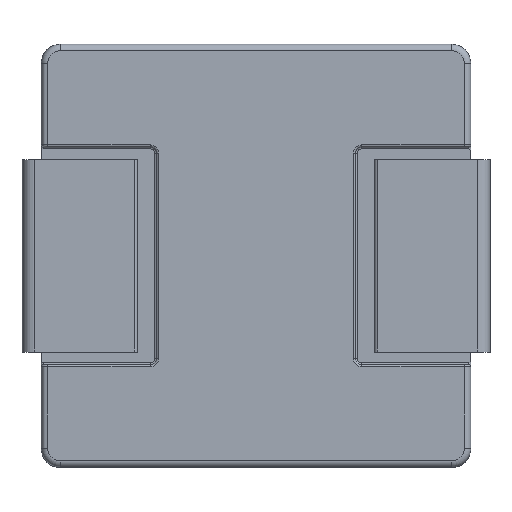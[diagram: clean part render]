
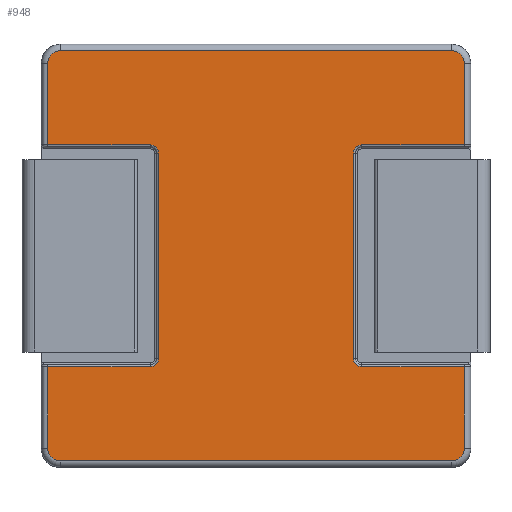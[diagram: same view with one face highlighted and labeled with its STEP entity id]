
A CAD part, top view. The second image highlights one B-rep face of the part: STEP entity #948.
In plain terms, the highlighted planar face has unit normal (0, 0, 1).
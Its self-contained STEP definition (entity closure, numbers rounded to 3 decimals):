
#948=ADVANCED_FACE('',(#1365),#1182,.F.);
#1182=PLANE('',#6007);
#1365=FACE_OUTER_BOUND('',#1767,.T.);
#1767=EDGE_LOOP('',(#2856,#2857,#2858,#2859,#2860,#2861,#2862,#2863,#2864,
#2865,#2866,#2867,#2868,#2869,#2870,#2871,#2872,#2873,#2874,#2875));
#2118=CIRCLE('',#5999,0.13);
#2119=CIRCLE('',#6000,0.13);
#2120=CIRCLE('',#6001,0.2);
#2121=CIRCLE('',#6002,0.2);
#2122=CIRCLE('',#6003,0.13);
#2123=CIRCLE('',#6004,0.13);
#2124=CIRCLE('',#6005,0.2);
#2125=CIRCLE('',#6006,0.2);
#2856=ORIENTED_EDGE('',*,*,#4578,.T.);
#2857=ORIENTED_EDGE('',*,*,#4579,.T.);
#2858=ORIENTED_EDGE('',*,*,#4580,.T.);
#2859=ORIENTED_EDGE('',*,*,#4581,.T.);
#2860=ORIENTED_EDGE('',*,*,#4582,.T.);
#2861=ORIENTED_EDGE('',*,*,#4583,.T.);
#2862=ORIENTED_EDGE('',*,*,#4584,.T.);
#2863=ORIENTED_EDGE('',*,*,#4585,.T.);
#2864=ORIENTED_EDGE('',*,*,#4586,.T.);
#2865=ORIENTED_EDGE('',*,*,#4587,.T.);
#2866=ORIENTED_EDGE('',*,*,#4588,.T.);
#2867=ORIENTED_EDGE('',*,*,#4589,.T.);
#2868=ORIENTED_EDGE('',*,*,#4590,.T.);
#2869=ORIENTED_EDGE('',*,*,#4591,.T.);
#2870=ORIENTED_EDGE('',*,*,#4592,.T.);
#2871=ORIENTED_EDGE('',*,*,#4593,.T.);
#2872=ORIENTED_EDGE('',*,*,#4594,.T.);
#2873=ORIENTED_EDGE('',*,*,#4595,.T.);
#2874=ORIENTED_EDGE('',*,*,#4596,.T.);
#2875=ORIENTED_EDGE('',*,*,#4597,.T.);
#3975=VERTEX_POINT('',#8595);
#3976=VERTEX_POINT('',#8596);
#3977=VERTEX_POINT('',#8598);
#3978=VERTEX_POINT('',#8600);
#3979=VERTEX_POINT('',#8602);
#3980=VERTEX_POINT('',#8604);
#3981=VERTEX_POINT('',#8606);
#3982=VERTEX_POINT('',#8608);
#3983=VERTEX_POINT('',#8610);
#3984=VERTEX_POINT('',#8612);
#3985=VERTEX_POINT('',#8614);
#3986=VERTEX_POINT('',#8616);
#3987=VERTEX_POINT('',#8618);
#3988=VERTEX_POINT('',#8620);
#3989=VERTEX_POINT('',#8622);
#3990=VERTEX_POINT('',#8624);
#3991=VERTEX_POINT('',#8626);
#3992=VERTEX_POINT('',#8628);
#3993=VERTEX_POINT('',#8630);
#3994=VERTEX_POINT('',#8632);
#4578=EDGE_CURVE('',#3975,#3976,#5160,.T.);
#4579=EDGE_CURVE('',#3976,#3977,#5161,.T.);
#4580=EDGE_CURVE('',#3977,#3978,#2118,.T.);
#4581=EDGE_CURVE('',#3978,#3979,#5162,.T.);
#4582=EDGE_CURVE('',#3979,#3980,#2119,.T.);
#4583=EDGE_CURVE('',#3980,#3981,#5163,.T.);
#4584=EDGE_CURVE('',#3981,#3982,#5164,.T.);
#4585=EDGE_CURVE('',#3982,#3983,#2120,.T.);
#4586=EDGE_CURVE('',#3983,#3984,#5165,.T.);
#4587=EDGE_CURVE('',#3984,#3985,#2121,.T.);
#4588=EDGE_CURVE('',#3985,#3986,#5166,.T.);
#4589=EDGE_CURVE('',#3986,#3987,#5167,.T.);
#4590=EDGE_CURVE('',#3987,#3988,#2122,.T.);
#4591=EDGE_CURVE('',#3988,#3989,#5168,.T.);
#4592=EDGE_CURVE('',#3989,#3990,#2123,.T.);
#4593=EDGE_CURVE('',#3990,#3991,#5169,.T.);
#4594=EDGE_CURVE('',#3991,#3992,#5170,.T.);
#4595=EDGE_CURVE('',#3992,#3993,#2124,.T.);
#4596=EDGE_CURVE('',#3993,#3994,#5171,.T.);
#4597=EDGE_CURVE('',#3994,#3975,#2125,.T.);
#5160=LINE('',#8594,#5462);
#5161=LINE('',#8597,#5463);
#5162=LINE('',#8601,#5464);
#5163=LINE('',#8605,#5465);
#5164=LINE('',#8607,#5466);
#5165=LINE('',#8611,#5467);
#5166=LINE('',#8615,#5468);
#5167=LINE('',#8617,#5469);
#5168=LINE('',#8621,#5470);
#5169=LINE('',#8625,#5471);
#5170=LINE('',#8627,#5472);
#5171=LINE('',#8631,#5473);
#5462=VECTOR('',#7026,1.);
#5463=VECTOR('',#7027,1.);
#5464=VECTOR('',#7030,1.);
#5465=VECTOR('',#7033,1.);
#5466=VECTOR('',#7034,1.);
#5467=VECTOR('',#7037,1.);
#5468=VECTOR('',#7040,1.);
#5469=VECTOR('',#7041,1.);
#5470=VECTOR('',#7044,1.);
#5471=VECTOR('',#7047,1.);
#5472=VECTOR('',#7048,1.);
#5473=VECTOR('',#7051,1.);
#5999=AXIS2_PLACEMENT_3D('',#8599,#7028,#7029);
#6000=AXIS2_PLACEMENT_3D('',#8603,#7031,#7032);
#6001=AXIS2_PLACEMENT_3D('',#8609,#7035,#7036);
#6002=AXIS2_PLACEMENT_3D('',#8613,#7038,#7039);
#6003=AXIS2_PLACEMENT_3D('',#8619,#7042,#7043);
#6004=AXIS2_PLACEMENT_3D('',#8623,#7045,#7046);
#6005=AXIS2_PLACEMENT_3D('',#8629,#7049,#7050);
#6006=AXIS2_PLACEMENT_3D('',#8633,#7052,#7053);
#6007=AXIS2_PLACEMENT_3D('',#8634,#7054,#7055);
#7026=DIRECTION('',(0.,-1.,0.));
#7027=DIRECTION('',(1.,0.,0.));
#7028=DIRECTION('',(0.,0.,-1.));
#7029=DIRECTION('',(-1.,0.,0.));
#7030=DIRECTION('',(0.,-1.,0.));
#7031=DIRECTION('',(0.,0.,-1.));
#7032=DIRECTION('',(-1.,0.,0.));
#7033=DIRECTION('',(-1.,0.,0.));
#7034=DIRECTION('',(0.,-1.,0.));
#7035=DIRECTION('',(0.,0.,1.));
#7036=DIRECTION('',(-1.,0.,0.));
#7037=DIRECTION('',(1.,0.,0.));
#7038=DIRECTION('',(0.,0.,1.));
#7039=DIRECTION('',(-1.,0.,0.));
#7040=DIRECTION('',(0.,1.,0.));
#7041=DIRECTION('',(-1.,0.,0.));
#7042=DIRECTION('',(0.,0.,-1.));
#7043=DIRECTION('',(-1.,0.,0.));
#7044=DIRECTION('',(0.,1.,0.));
#7045=DIRECTION('',(0.,0.,-1.));
#7046=DIRECTION('',(-1.,0.,0.));
#7047=DIRECTION('',(1.,0.,0.));
#7048=DIRECTION('',(0.,1.,0.));
#7049=DIRECTION('',(0.,0.,1.));
#7050=DIRECTION('',(-1.,0.,0.));
#7051=DIRECTION('',(-1.,0.,0.));
#7052=DIRECTION('',(0.,0.,1.));
#7053=DIRECTION('',(-1.,0.,0.));
#7054=DIRECTION('',(0.,0.,-1.));
#7055=DIRECTION('',(-1.,0.,0.));
#8594=CARTESIAN_POINT('',(-3.25,-3.,1.45));
#8595=CARTESIAN_POINT('',(-3.25,3.,1.45));
#8596=CARTESIAN_POINT('',(-3.25,1.73,1.45));
#8597=CARTESIAN_POINT('',(-1.65,1.73,1.45));
#8598=CARTESIAN_POINT('',(-1.65,1.73,1.45));
#8599=CARTESIAN_POINT('',(-1.65,1.6,1.45));
#8600=CARTESIAN_POINT('',(-1.52,1.6,1.45));
#8601=CARTESIAN_POINT('',(-1.52,-1.6,1.45));
#8602=CARTESIAN_POINT('',(-1.52,-1.6,1.45));
#8603=CARTESIAN_POINT('',(-1.65,-1.6,1.45));
#8604=CARTESIAN_POINT('',(-1.65,-1.73,1.45));
#8605=CARTESIAN_POINT('',(-3.25,-1.73,1.45));
#8606=CARTESIAN_POINT('',(-3.25,-1.73,1.45));
#8607=CARTESIAN_POINT('',(-3.25,-3.,1.45));
#8608=CARTESIAN_POINT('',(-3.25,-3.,1.45));
#8609=CARTESIAN_POINT('',(-3.05,-3.,1.45));
#8610=CARTESIAN_POINT('',(-3.05,-3.2,1.45));
#8611=CARTESIAN_POINT('',(-3.05,-3.2,1.45));
#8612=CARTESIAN_POINT('',(3.05,-3.2,1.45));
#8613=CARTESIAN_POINT('',(3.05,-3.,1.45));
#8614=CARTESIAN_POINT('',(3.25,-3.,1.45));
#8615=CARTESIAN_POINT('',(3.25,-3.,1.45));
#8616=CARTESIAN_POINT('',(3.25,-1.73,1.45));
#8617=CARTESIAN_POINT('',(-3.05,-1.73,1.45));
#8618=CARTESIAN_POINT('',(1.65,-1.73,1.45));
#8619=CARTESIAN_POINT('',(1.65,-1.6,1.45));
#8620=CARTESIAN_POINT('',(1.52,-1.6,1.45));
#8621=CARTESIAN_POINT('',(1.52,-3.,1.45));
#8622=CARTESIAN_POINT('',(1.52,1.6,1.45));
#8623=CARTESIAN_POINT('',(1.65,1.6,1.45));
#8624=CARTESIAN_POINT('',(1.65,1.73,1.45));
#8625=CARTESIAN_POINT('',(-3.05,1.73,1.45));
#8626=CARTESIAN_POINT('',(3.25,1.73,1.45));
#8627=CARTESIAN_POINT('',(3.25,-3.,1.45));
#8628=CARTESIAN_POINT('',(3.25,3.,1.45));
#8629=CARTESIAN_POINT('',(3.05,3.,1.45));
#8630=CARTESIAN_POINT('',(3.05,3.2,1.45));
#8631=CARTESIAN_POINT('',(-3.05,3.2,1.45));
#8632=CARTESIAN_POINT('',(-3.05,3.2,1.45));
#8633=CARTESIAN_POINT('',(-3.05,3.,1.45));
#8634=CARTESIAN_POINT('',(-3.05,-3.,1.45));
